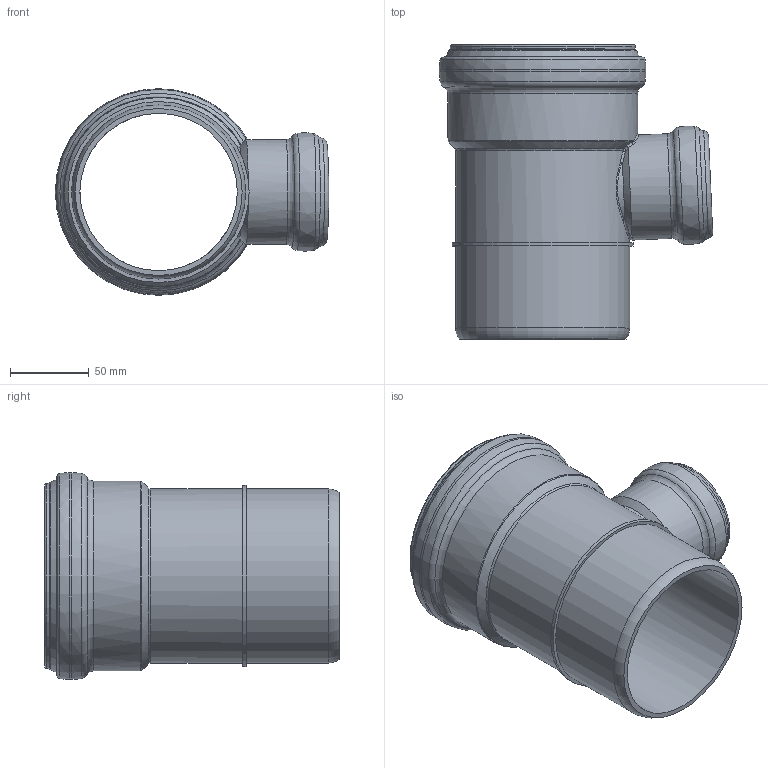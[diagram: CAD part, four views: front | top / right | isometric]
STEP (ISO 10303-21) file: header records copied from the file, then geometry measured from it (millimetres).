
FILE_DESCRIPTION(/* description */ (''),/* implementation_level */ '2;1');
FILE_NAME(/* name */ '335420z.stp',/* time_stamp */ '2024-11-22T17:21:22+01:00',/* author */ ('corinna'),/* organization */ (''),/* preprocessor_version */ 'ST-DEVELOPER v20',/* originating_system */ 'Autodesk Inventor 2024',/* authorisation */ '');
FILE_SCHEMA (('AUTOMOTIVE_DESIGN { 1 0 10303 214 3 1 1 }'));
Length unit declared in the file: millimetre
Products named in the file (1): 335420z
Bounding box: 173.33 x 186.5 x 131 mm (x, y, z)
Volume: 368551.9 mm3; surface area: 158928.7 mm2
Topology: 1 solids, 1 shells, 86 faces, 247 edges, 166 vertices
Faces by surface type: torus 31, cylinder 19, bspline 17, cone 12, plane 7
Full cylindrical faces by diameter (mm): 50.2 x1, 58.8 x1, 59 x2, 66.4 x1, 67.9 x1, 99.8 x1, 110.4 x2, 110.8 x1, 111.2 x2, 114.8 x1, 117.4 x1, 120.4 x1, 123.6 x1, 131 x1
Entity records: 3976 total; most frequent: CARTESIAN_POINT 1646, DIRECTION 507, ORIENTED_EDGE 494, EDGE_CURVE 247, AXIS2_PLACEMENT_3D 240, CIRCLE 170, VERTEX_POINT 166, EDGE_LOOP 93
